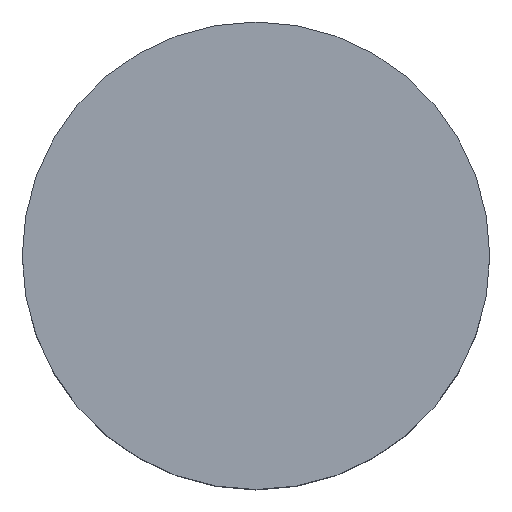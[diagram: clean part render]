
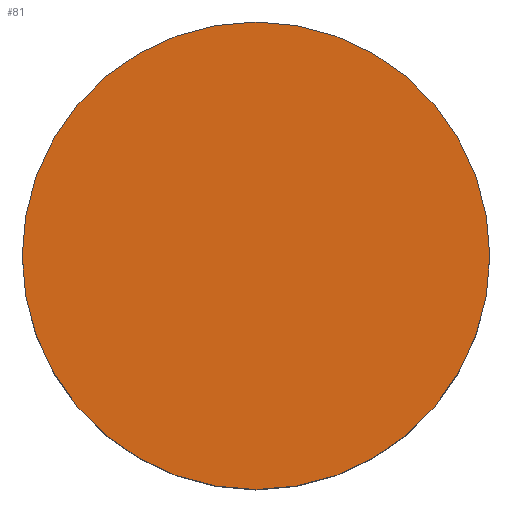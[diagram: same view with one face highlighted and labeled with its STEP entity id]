
A CAD part, top view. The second image highlights one B-rep face of the part: STEP entity #81.
In plain terms, the highlighted planar face has unit normal (0, 0, 1).
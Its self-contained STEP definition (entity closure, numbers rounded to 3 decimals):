
#15 = VERTEX_POINT ( 'NONE', #299 ) ;
#34 = CARTESIAN_POINT ( 'NONE',  ( 0., 0., 0. ) ) ;
#48 = ORIENTED_EDGE ( 'NONE', *, *, #148, .T. ) ;
#52 = DIRECTION ( 'NONE',  ( 0., 0., 1. ) ) ;
#66 = CARTESIAN_POINT ( 'NONE',  ( -3., 0., 0. ) ) ;
#69 = ORIENTED_EDGE ( 'NONE', *, *, #352, .T. ) ;
#81 = ADVANCED_FACE ( 'NONE', ( #130 ), #344, .T. ) ;
#126 = CIRCLE ( 'NONE', #351, 3. ) ;
#130 = FACE_OUTER_BOUND ( 'NONE', #236, .T. ) ;
#148 = EDGE_CURVE ( 'NONE', #15, #181, #126, .T. ) ;
#149 = AXIS2_PLACEMENT_3D ( 'NONE', #34, #303, #310 ) ;
#150 = DIRECTION ( 'NONE',  ( 1., 0., 0. ) ) ;
#170 = CARTESIAN_POINT ( 'NONE',  ( 0., 0., 0. ) ) ;
#181 = VERTEX_POINT ( 'NONE', #66 ) ;
#236 = EDGE_LOOP ( 'NONE', ( #48, #69 ) ) ;
#262 = DIRECTION ( 'NONE',  ( 0., 0., 1. ) ) ;
#285 = CARTESIAN_POINT ( 'NONE',  ( 0., 0., 0. ) ) ;
#299 = CARTESIAN_POINT ( 'NONE',  ( 3., 0., 0. ) ) ;
#303 = DIRECTION ( 'NONE',  ( 0., 0., 1. ) ) ;
#310 = DIRECTION ( 'NONE',  ( 1., 0., 0. ) ) ;
#318 = AXIS2_PLACEMENT_3D ( 'NONE', #285, #262, #150 ) ;
#327 = DIRECTION ( 'NONE',  ( 1., 0., 0. ) ) ;
#333 = CIRCLE ( 'NONE', #149, 3. ) ;
#344 = PLANE ( 'NONE',  #318 ) ;
#351 = AXIS2_PLACEMENT_3D ( 'NONE', #170, #52, #327 ) ;
#352 = EDGE_CURVE ( 'NONE', #181, #15, #333, .T. ) ;
